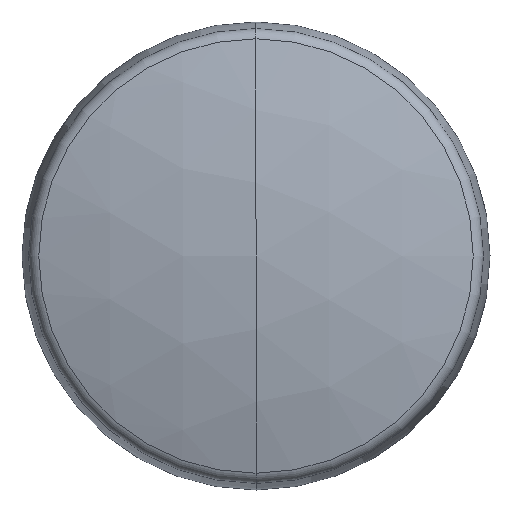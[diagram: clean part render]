
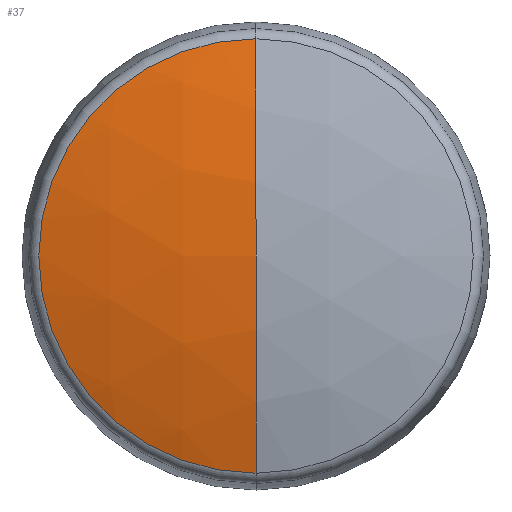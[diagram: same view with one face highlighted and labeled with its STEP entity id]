
A CAD part, left-side view. The second image highlights one B-rep face of the part: STEP entity #37.
In plain terms, the highlighted spherical face has radius 41.275 mm.
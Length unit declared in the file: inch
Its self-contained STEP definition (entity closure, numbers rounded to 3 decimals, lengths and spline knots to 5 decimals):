
#37 = ADVANCED_FACE ( 'NONE', ( #334 ), #391, .T. ) ;
#38 = EDGE_LOOP ( 'NONE', ( #40, #44, #47 ) ) ;
#40 = ORIENTED_EDGE ( 'NONE', *, *, #41, .F. ) ;
#41 = EDGE_CURVE ( 'NONE', #42, #43, #386, .T. ) ;
#42 = VERTEX_POINT ( 'NONE', #381 ) ;
#43 = VERTEX_POINT ( 'NONE', #380 ) ;
#44 = ORIENTED_EDGE ( 'NONE', *, *, #45, .T. ) ;
#45 = EDGE_CURVE ( 'NONE', #42, #46, #379, .T. ) ;
#46 = VERTEX_POINT ( 'NONE', #374 ) ;
#47 = ORIENTED_EDGE ( 'NONE', *, *, #48, .F. ) ;
#48 = EDGE_CURVE ( 'NONE', #43, #46, #373, .T. ) ;
#334 = FACE_OUTER_BOUND ( 'NONE', #38, .T. ) ;
#369 = DIRECTION ( 'NONE',  ( 0., 0., -1. ) ) ;
#370 = DIRECTION ( 'NONE',  ( 1., 0., 0. ) ) ;
#371 = CARTESIAN_POINT ( 'NONE',  ( -0.77869, 0., 0. ) ) ;
#372 = AXIS2_PLACEMENT_3D ( 'NONE', #371, #370, #369 ) ;
#373 = CIRCLE ( 'NONE', #372, 0.45948 ) ;
#374 = CARTESIAN_POINT ( 'NONE',  ( -0.77869, 0., 0.45948 ) ) ;
#375 = DIRECTION ( 'NONE',  ( 0., 0., 1. ) ) ;
#376 = DIRECTION ( 'NONE',  ( 0., 1., 0. ) ) ;
#377 = CARTESIAN_POINT ( 'NONE',  ( 0.78, 0., 0. ) ) ;
#378 = AXIS2_PLACEMENT_3D ( 'NONE', #377, #376, #375 ) ;
#379 = CIRCLE ( 'NONE', #378, 1.625 ) ;
#380 = CARTESIAN_POINT ( 'NONE',  ( -0.77869, 0., -0.45948 ) ) ;
#381 = CARTESIAN_POINT ( 'NONE',  ( -0.845, 0., 0. ) ) ;
#382 = DIRECTION ( 'NONE',  ( 0., 0., -1. ) ) ;
#383 = DIRECTION ( 'NONE',  ( 0., -1., 0. ) ) ;
#384 = CARTESIAN_POINT ( 'NONE',  ( 0.78, 0., 0. ) ) ;
#385 = AXIS2_PLACEMENT_3D ( 'NONE', #384, #383, #382 ) ;
#386 = CIRCLE ( 'NONE', #385, 1.625 ) ;
#388 = DIRECTION ( 'NONE',  ( 0., 0., -1. ) ) ;
#389 = DIRECTION ( 'NONE',  ( 0., 1., 0. ) ) ;
#390 = AXIS2_PLACEMENT_3D ( 'NONE', #392, #389, #388 ) ;
#391 = SPHERICAL_SURFACE ( 'NONE', #390, 1.625 ) ;
#392 = CARTESIAN_POINT ( 'NONE',  ( 0.78, 0., 0. ) ) ;
